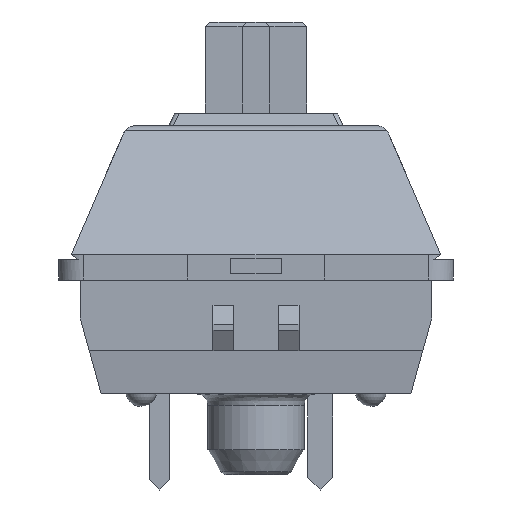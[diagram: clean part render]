
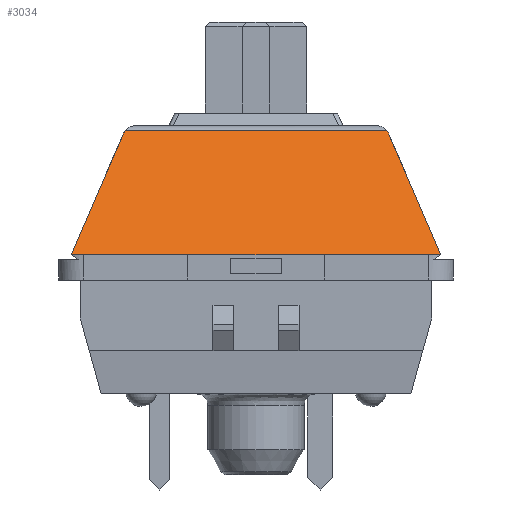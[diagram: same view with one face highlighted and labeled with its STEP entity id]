
A CAD part, front view. The second image highlights one B-rep face of the part: STEP entity #3034.
In plain terms, the highlighted planar face has unit normal (0, -0.819, 0.574).
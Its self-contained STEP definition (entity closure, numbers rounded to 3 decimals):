
#2362 = VERTEX_POINT('',#2363);
#2363 = CARTESIAN_POINT('',(0.16,-12.38,6.));
#2385 = EDGE_CURVE('',#2362,#2386,#2388,.T.);
#2386 = VERTEX_POINT('',#2387);
#2387 = CARTESIAN_POINT('',(-5.24,-12.38,6.));
#2388 = LINE('',#2389,#2390);
#2389 = CARTESIAN_POINT('',(24.408,-12.38,6.));
#2390 = VECTOR('',#2391,1.);
#2391 = DIRECTION('',(-1.,0.,0.));
#2740 = VERTEX_POINT('',#2741);
#2741 = CARTESIAN_POINT('',(4.76,-12.38,6.));
#2966 = VERTEX_POINT('',#2967);
#2967 = CARTESIAN_POINT('',(-9.84,-12.38,6.));
#3020 = EDGE_CURVE('',#2740,#2362,#3021,.T.);
#3021 = LINE('',#3022,#3023);
#3022 = CARTESIAN_POINT('',(24.408,-12.38,6.));
#3023 = VECTOR('',#3024,1.);
#3024 = DIRECTION('',(-1.,0.,0.));
#3034 = ADVANCED_FACE('',(#3035),#3085,.F.);
#3035 = FACE_BOUND('',#3036,.F.);
#3036 = EDGE_LOOP('',(#3037,#3045,#3046,#3047,#3053,#3061,#3070,#3078));
#3037 = ORIENTED_EDGE('',*,*,#3038,.T.);
#3038 = EDGE_CURVE('',#3039,#2740,#3041,.T.);
#3039 = VERTEX_POINT('',#3040);
#3040 = CARTESIAN_POINT('',(2.71,-9.04,10.771));
#3041 = LINE('',#3042,#3043);
#3042 = CARTESIAN_POINT('',(4.487,-11.935,
    6.636));
#3043 = VECTOR('',#3044,1.);
#3044 = DIRECTION('',(0.332,-0.541,-0.773));
#3045 = ORIENTED_EDGE('',*,*,#3020,.T.);
#3046 = ORIENTED_EDGE('',*,*,#2385,.T.);
#3047 = ORIENTED_EDGE('',*,*,#3048,.T.);
#3048 = EDGE_CURVE('',#2386,#2966,#3049,.T.);
#3049 = LINE('',#3050,#3051);
#3050 = CARTESIAN_POINT('',(24.408,-12.38,6.));
#3051 = VECTOR('',#3052,1.);
#3052 = DIRECTION('',(-1.,0.,0.));
#3053 = ORIENTED_EDGE('',*,*,#3054,.F.);
#3054 = EDGE_CURVE('',#3055,#2966,#3057,.T.);
#3055 = VERTEX_POINT('',#3056);
#3056 = CARTESIAN_POINT('',(-7.79,-9.04,10.771));
#3057 = LINE('',#3058,#3059);
#3058 = CARTESIAN_POINT('',(-6.596,-7.094,
    13.549));
#3059 = VECTOR('',#3060,1.);
#3060 = DIRECTION('',(-0.332,-0.541,-0.773));
#3061 = ORIENTED_EDGE('',*,*,#3062,.T.);
#3062 = EDGE_CURVE('',#3055,#3063,#3065,.T.);
#3063 = VERTEX_POINT('',#3064);
#3064 = CARTESIAN_POINT('',(-7.701,-8.94,
    10.912));
#3065 = ELLIPSE('',#3066,0.664,0.544);
#3066 = AXIS2_PLACEMENT_3D('',#3067,#3068,#3069);
#3067 = CARTESIAN_POINT('',(-7.29,-9.19,10.556));
#3068 = DIRECTION('',(0.,0.819,-0.574)
  );
#3069 = DIRECTION('',(0.,0.574,0.819)
  );
#3070 = ORIENTED_EDGE('',*,*,#3071,.F.);
#3071 = EDGE_CURVE('',#3072,#3063,#3074,.T.);
#3072 = VERTEX_POINT('',#3073);
#3073 = CARTESIAN_POINT('',(2.621,-8.94,
    10.912));
#3074 = LINE('',#3075,#3076);
#3075 = CARTESIAN_POINT('',(24.408,-8.94,
    10.912));
#3076 = VECTOR('',#3077,1.);
#3077 = DIRECTION('',(-1.,0.,0.));
#3078 = ORIENTED_EDGE('',*,*,#3079,.T.);
#3079 = EDGE_CURVE('',#3072,#3039,#3080,.T.);
#3080 = ELLIPSE('',#3081,0.664,0.544);
#3081 = AXIS2_PLACEMENT_3D('',#3082,#3083,#3084);
#3082 = CARTESIAN_POINT('',(2.21,-9.19,10.556));
#3083 = DIRECTION('',(0.,0.819,-0.574)
  );
#3084 = DIRECTION('',(0.,0.574,0.819)
  );
#3085 = PLANE('',#3086);
#3086 = AXIS2_PLACEMENT_3D('',#3087,#3088,#3089);
#3087 = CARTESIAN_POINT('',(24.408,-12.38,6.));
#3088 = DIRECTION('',(0.,0.819,-0.574)
  );
#3089 = DIRECTION('',(0.,0.574,0.819)
  );
